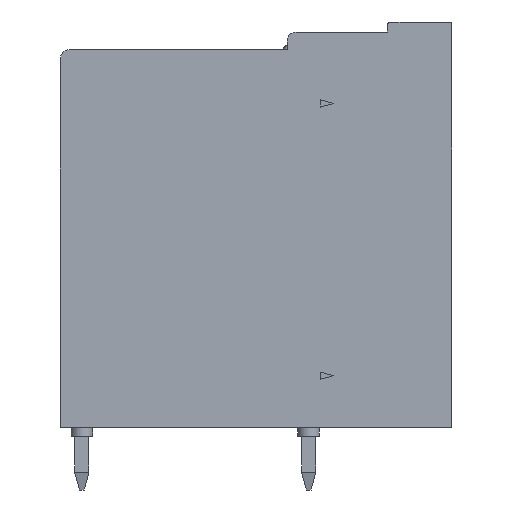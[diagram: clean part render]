
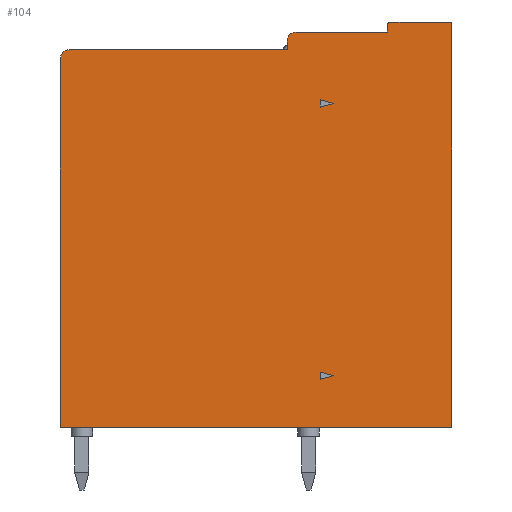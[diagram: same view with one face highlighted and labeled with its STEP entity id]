
A CAD part, left-side view. The second image highlights one B-rep face of the part: STEP entity #104.
In plain terms, the highlighted face is planar.
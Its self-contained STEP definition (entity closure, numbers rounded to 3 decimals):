
#32=FACE_BOUND($,#1515,.T.);
#33=FACE_BOUND($,#1516,.T.);
#104=ADVANCED_FACE($,(#809,#32,#33),#8733,.T.);
#809=FACE_OUTER_BOUND($,#1514,.T.);
#1514=EDGE_LOOP($,(#2300,#2301,#2302,#2303,#2304,#2305,#2306,#2307,#2308,
#2309,#2310,#2311));
#1515=EDGE_LOOP($,(#2312,#2313,#2314));
#1516=EDGE_LOOP($,(#2315,#2316,#2317));
#2300=ORIENTED_EDGE($,*,*,#5770,.T.);
#2301=ORIENTED_EDGE($,*,*,#5771,.T.);
#2302=ORIENTED_EDGE($,*,*,#5772,.T.);
#2303=ORIENTED_EDGE($,*,*,#5773,.T.);
#2304=ORIENTED_EDGE($,*,*,#5774,.T.);
#2305=ORIENTED_EDGE($,*,*,#5775,.T.);
#2306=ORIENTED_EDGE($,*,*,#5776,.T.);
#2307=ORIENTED_EDGE($,*,*,#5777,.T.);
#2308=ORIENTED_EDGE($,*,*,#5778,.T.);
#2309=ORIENTED_EDGE($,*,*,#5779,.T.);
#2310=ORIENTED_EDGE($,*,*,#5780,.T.);
#2311=ORIENTED_EDGE($,*,*,#5781,.T.);
#2312=ORIENTED_EDGE($,*,*,#5784,.T.);
#2313=ORIENTED_EDGE($,*,*,#5782,.T.);
#2314=ORIENTED_EDGE($,*,*,#5783,.T.);
#2315=ORIENTED_EDGE($,*,*,#5787,.T.);
#2316=ORIENTED_EDGE($,*,*,#5785,.T.);
#2317=ORIENTED_EDGE($,*,*,#5786,.T.);
#5770=EDGE_CURVE($,#7505,#7506,#9630,.T.);
#5771=EDGE_CURVE($,#7506,#7507,#9294,.T.);
#5772=EDGE_CURVE($,#7507,#7508,#9631,.T.);
#5773=EDGE_CURVE($,#7508,#7509,#9632,.T.);
#5774=EDGE_CURVE($,#7509,#7510,#9295,.T.);
#5775=EDGE_CURVE($,#7510,#7511,#9633,.T.);
#5776=EDGE_CURVE($,#7511,#7512,#9634,.T.);
#5777=EDGE_CURVE($,#7512,#7513,#9635,.T.);
#5778=EDGE_CURVE($,#7513,#7514,#9296,.T.);
#5779=EDGE_CURVE($,#7514,#7515,#9636,.T.);
#5780=EDGE_CURVE($,#7515,#7516,#9297,.T.);
#5781=EDGE_CURVE($,#7516,#7505,#9637,.T.);
#5782=EDGE_CURVE($,#7517,#7518,#9638,.T.);
#5783=EDGE_CURVE($,#7518,#7519,#9639,.T.);
#5784=EDGE_CURVE($,#7519,#7517,#9640,.T.);
#5785=EDGE_CURVE($,#7520,#7521,#9641,.T.);
#5786=EDGE_CURVE($,#7521,#7522,#9642,.T.);
#5787=EDGE_CURVE($,#7522,#7520,#9643,.T.);
#7505=VERTEX_POINT($,#18073);
#7506=VERTEX_POINT($,#18074);
#7507=VERTEX_POINT($,#18075);
#7508=VERTEX_POINT($,#18076);
#7509=VERTEX_POINT($,#18077);
#7510=VERTEX_POINT($,#18078);
#7511=VERTEX_POINT($,#18079);
#7512=VERTEX_POINT($,#18080);
#7513=VERTEX_POINT($,#18081);
#7514=VERTEX_POINT($,#18082);
#7515=VERTEX_POINT($,#18083);
#7516=VERTEX_POINT($,#18084);
#7517=VERTEX_POINT($,#18085);
#7518=VERTEX_POINT($,#18086);
#7519=VERTEX_POINT($,#18087);
#7520=VERTEX_POINT($,#18088);
#7521=VERTEX_POINT($,#18089);
#7522=VERTEX_POINT($,#18090);
#8733=PLANE($,#11093);
#9294=(
BOUNDED_CURVE()
B_SPLINE_CURVE(2,(#12295,#12296,#12297),.UNSPECIFIED.,.F.,.F.)
B_SPLINE_CURVE_WITH_KNOTS((3,3),(-0.785,0.),.UNSPECIFIED.)
CURVE()
GEOMETRIC_REPRESENTATION_ITEM()
RATIONAL_B_SPLINE_CURVE((1.,0.707,1.))
REPRESENTATION_ITEM($)
);
#9295=(
BOUNDED_CURVE()
B_SPLINE_CURVE(2,(#12302,#12303,#12304),.UNSPECIFIED.,.F.,.F.)
B_SPLINE_CURVE_WITH_KNOTS((3,3),(0.,0.785),.UNSPECIFIED.)
CURVE()
GEOMETRIC_REPRESENTATION_ITEM()
RATIONAL_B_SPLINE_CURVE((1.,0.707,1.))
REPRESENTATION_ITEM($)
);
#9296=(
BOUNDED_CURVE()
B_SPLINE_CURVE(2,(#12311,#12312,#12313),.UNSPECIFIED.,.F.,.F.)
B_SPLINE_CURVE_WITH_KNOTS((3,3),(0.,0.157),.UNSPECIFIED.)
CURVE()
GEOMETRIC_REPRESENTATION_ITEM()
RATIONAL_B_SPLINE_CURVE((1.,0.707,1.))
REPRESENTATION_ITEM($)
);
#9297=(
BOUNDED_CURVE()
B_SPLINE_CURVE(2,(#12316,#12317,#12318),.UNSPECIFIED.,.F.,.F.)
B_SPLINE_CURVE_WITH_KNOTS((3,3),(0.,0.314),.UNSPECIFIED.)
CURVE()
GEOMETRIC_REPRESENTATION_ITEM()
RATIONAL_B_SPLINE_CURVE((1.,0.707,1.))
REPRESENTATION_ITEM($)
);
#9630=B_SPLINE_CURVE_WITH_KNOTS($,1,(#12293,#12294),.UNSPECIFIED.,.F.,.F.,
(2,2),(-5.1,0.),.UNSPECIFIED.);
#9631=B_SPLINE_CURVE_WITH_KNOTS($,1,(#12298,#12299),.UNSPECIFIED.,.F.,.F.,
(2,2),(-0.5,0.),.UNSPECIFIED.);
#9632=B_SPLINE_CURVE_WITH_KNOTS($,1,(#12300,#12301),.UNSPECIFIED.,.F.,.F.,
(2,2),(-12.2,0.),.UNSPECIFIED.);
#9633=B_SPLINE_CURVE_WITH_KNOTS($,1,(#12305,#12306),.UNSPECIFIED.,.F.,.F.,
(2,2),(-20.64,0.),.UNSPECIFIED.);
#9634=B_SPLINE_CURVE_WITH_KNOTS($,1,(#12307,#12308),.UNSPECIFIED.,.F.,.F.,
(2,2),(-21.9,0.),.UNSPECIFIED.);
#9635=B_SPLINE_CURVE_WITH_KNOTS($,1,(#12309,#12310),.UNSPECIFIED.,.F.,.F.,
(2,2),(-22.6,0.),.UNSPECIFIED.);
#9636=B_SPLINE_CURVE_WITH_KNOTS($,1,(#12314,#12315),.UNSPECIFIED.,.F.,.F.,
(2,2),(-3.3,0.),.UNSPECIFIED.);
#9637=B_SPLINE_CURVE_WITH_KNOTS($,1,(#12319,#12320),.UNSPECIFIED.,.F.,.F.,
(2,2),(-0.36,0.),.UNSPECIFIED.);
#9638=B_SPLINE_CURVE_WITH_KNOTS($,1,(#12321,#12322),.UNSPECIFIED.,.F.,.F.,
(2,2),(0.,0.402),.UNSPECIFIED.);
#9639=B_SPLINE_CURVE_WITH_KNOTS($,1,(#12323,#12324),.UNSPECIFIED.,.F.,.F.,
(2,2),(0.,0.776),.UNSPECIFIED.);
#9640=B_SPLINE_CURVE_WITH_KNOTS($,1,(#12325,#12326),.UNSPECIFIED.,.F.,.F.,
(2,2),(0.,0.776),.UNSPECIFIED.);
#9641=B_SPLINE_CURVE_WITH_KNOTS($,1,(#12327,#12328),.UNSPECIFIED.,.F.,.F.,
(2,2),(0.,0.776),.UNSPECIFIED.);
#9642=B_SPLINE_CURVE_WITH_KNOTS($,1,(#12329,#12330),.UNSPECIFIED.,.F.,.F.,
(2,2),(0.,0.402),.UNSPECIFIED.);
#9643=B_SPLINE_CURVE_WITH_KNOTS($,1,(#12331,#12332),.UNSPECIFIED.,.F.,.F.,
(2,2),(0.,0.776),.UNSPECIFIED.);
#11093=AXIS2_PLACEMENT_3D($,#16463,#11665,$);
#11665=DIRECTION($,(0.,0.,1.));
#12293=CARTESIAN_POINT($,(-15.057,73.345,2.6));
#12294=CARTESIAN_POINT($,(-20.157,73.345,2.6));
#12295=CARTESIAN_POINT($,(-20.157,73.345,2.6));
#12296=CARTESIAN_POINT($,(-20.657,73.345,2.6));
#12297=CARTESIAN_POINT($,(-20.657,72.845,2.6));
#12298=CARTESIAN_POINT($,(-20.657,72.845,2.6));
#12299=CARTESIAN_POINT($,(-20.657,72.345,2.6));
#12300=CARTESIAN_POINT($,(-20.657,72.345,2.6));
#12301=CARTESIAN_POINT($,(-32.857,72.345,2.6));
#12302=CARTESIAN_POINT($,(-32.857,72.345,2.6));
#12303=CARTESIAN_POINT($,(-33.357,72.345,2.6));
#12304=CARTESIAN_POINT($,(-33.357,71.845,2.6));
#12305=CARTESIAN_POINT($,(-33.357,71.845,2.6));
#12306=CARTESIAN_POINT($,(-33.357,51.205,2.6));
#12307=CARTESIAN_POINT($,(-33.357,51.205,2.6));
#12308=CARTESIAN_POINT($,(-11.457,51.205,2.6));
#12309=CARTESIAN_POINT($,(-11.457,51.205,2.6));
#12310=CARTESIAN_POINT($,(-11.457,73.805,2.6));
#12311=CARTESIAN_POINT($,(-11.457,73.805,2.6));
#12312=CARTESIAN_POINT($,(-11.457,73.905,2.6));
#12313=CARTESIAN_POINT($,(-11.557,73.905,2.6));
#12314=CARTESIAN_POINT($,(-11.557,73.905,2.6));
#12315=CARTESIAN_POINT($,(-14.857,73.905,2.6));
#12316=CARTESIAN_POINT($,(-14.857,73.905,2.6));
#12317=CARTESIAN_POINT($,(-15.057,73.905,2.6));
#12318=CARTESIAN_POINT($,(-15.057,73.705,2.6));
#12319=CARTESIAN_POINT($,(-15.057,73.705,2.6));
#12320=CARTESIAN_POINT($,(-15.057,73.345,2.6));
#12321=CARTESIAN_POINT($,(-18.807,69.144,2.6));
#12322=CARTESIAN_POINT($,(-18.807,69.546,2.6));
#12323=CARTESIAN_POINT($,(-18.807,69.546,2.6));
#12324=CARTESIAN_POINT($,(-18.057,69.345,2.6));
#12325=CARTESIAN_POINT($,(-18.057,69.345,2.6));
#12326=CARTESIAN_POINT($,(-18.807,69.144,2.6));
#12327=CARTESIAN_POINT($,(-18.057,54.105,2.6));
#12328=CARTESIAN_POINT($,(-18.807,53.904,2.6));
#12329=CARTESIAN_POINT($,(-18.807,53.904,2.6));
#12330=CARTESIAN_POINT($,(-18.807,54.306,2.6));
#12331=CARTESIAN_POINT($,(-18.807,54.306,2.6));
#12332=CARTESIAN_POINT($,(-18.057,54.105,2.6));
#16463=CARTESIAN_POINT($,(-33.357,51.205,2.6));
#18073=CARTESIAN_POINT($,(-15.057,73.345,2.6));
#18074=CARTESIAN_POINT($,(-20.157,73.345,2.6));
#18075=CARTESIAN_POINT($,(-20.657,72.845,2.6));
#18076=CARTESIAN_POINT($,(-20.657,72.345,2.6));
#18077=CARTESIAN_POINT($,(-32.857,72.345,2.6));
#18078=CARTESIAN_POINT($,(-33.357,71.845,2.6));
#18079=CARTESIAN_POINT($,(-33.357,51.205,2.6));
#18080=CARTESIAN_POINT($,(-11.457,51.205,2.6));
#18081=CARTESIAN_POINT($,(-11.457,73.805,2.6));
#18082=CARTESIAN_POINT($,(-11.557,73.905,2.6));
#18083=CARTESIAN_POINT($,(-14.857,73.905,2.6));
#18084=CARTESIAN_POINT($,(-15.057,73.705,2.6));
#18085=CARTESIAN_POINT($,(-18.807,69.144,2.6));
#18086=CARTESIAN_POINT($,(-18.807,69.546,2.6));
#18087=CARTESIAN_POINT($,(-18.057,69.345,2.6));
#18088=CARTESIAN_POINT($,(-18.057,54.105,2.6));
#18089=CARTESIAN_POINT($,(-18.807,53.904,2.6));
#18090=CARTESIAN_POINT($,(-18.807,54.306,2.6));
